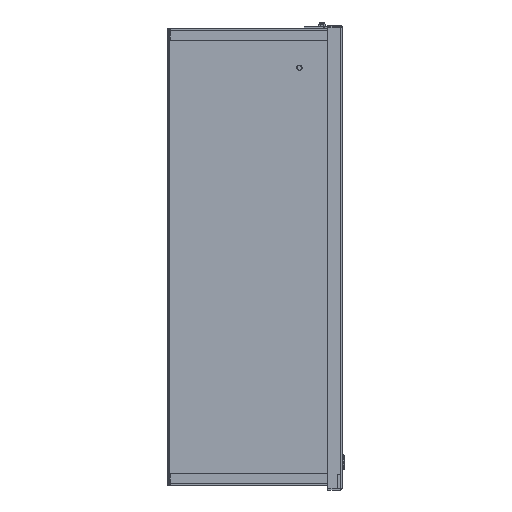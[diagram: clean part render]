
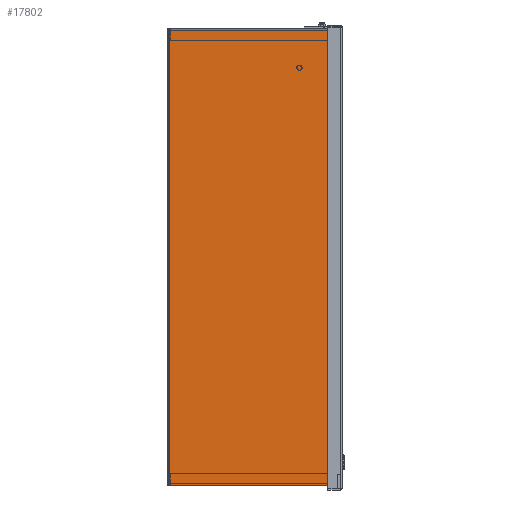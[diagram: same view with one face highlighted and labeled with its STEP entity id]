
A CAD part, front view. The second image highlights one B-rep face of the part: STEP entity #17802.
In plain terms, the highlighted face is planar.
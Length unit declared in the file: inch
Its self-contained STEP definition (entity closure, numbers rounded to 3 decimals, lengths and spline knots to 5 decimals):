
#524 = FACE_OUTER_BOUND ( 'NONE', #18288, .T. ) ;
#748 = VERTEX_POINT ( 'NONE', #9923 ) ;
#1319 = CARTESIAN_POINT ( 'NONE',  ( -12., -8.892, -15. ) ) ;
#3872 = CARTESIAN_POINT ( 'NONE',  ( 12., -0.108, -15. ) ) ;
#5887 = CARTESIAN_POINT ( 'NONE',  ( 12., -0.108, -15. ) ) ;
#6519 = ORIENTED_EDGE ( 'NONE', *, *, #12725, .T. ) ;
#7293 = VERTEX_POINT ( 'NONE', #15572 ) ;
#7884 = ORIENTED_EDGE ( 'NONE', *, *, #13630, .F. ) ;
#8735 = LINE ( 'NONE', #1319, #33134 ) ;
#9923 = CARTESIAN_POINT ( 'NONE',  ( 12., -8.892, -15. ) ) ;
#10257 = VECTOR ( 'NONE', #25933, 39.37008 ) ;
#10983 = VERTEX_POINT ( 'NONE', #5887 ) ;
#12725 = EDGE_CURVE ( 'NONE', #748, #16493, #8735, .T. ) ;
#13630 = EDGE_CURVE ( 'NONE', #10983, #7293, #24855, .T. ) ;
#13720 = CARTESIAN_POINT ( 'NONE',  ( -12., -0.0625, -15. ) ) ;
#15572 = CARTESIAN_POINT ( 'NONE',  ( -12., -0.108, -15. ) ) ;
#16493 = VERTEX_POINT ( 'NONE', #19750 ) ;
#17802 = ADVANCED_FACE ( 'NONE', ( #524 ), #22452, .T. ) ;
#18288 = EDGE_LOOP ( 'NONE', ( #34431, #7884, #31693, #6519 ) ) ;
#18671 = DIRECTION ( 'NONE',  ( 0., 1., 0. ) ) ;
#19421 = VECTOR ( 'NONE', #18671, 39.37008 ) ;
#19750 = CARTESIAN_POINT ( 'NONE',  ( -12., -8.892, -15. ) ) ;
#22452 = PLANE ( 'NONE',  #22981 ) ;
#22559 = LINE ( 'NONE', #25327, #19421 ) ;
#22981 = AXIS2_PLACEMENT_3D ( 'NONE', #13720, #31177, #33595 ) ;
#24855 = LINE ( 'NONE', #3872, #30733 ) ;
#25327 = CARTESIAN_POINT ( 'NONE',  ( -12., -0.072, -15. ) ) ;
#25933 = DIRECTION ( 'NONE',  ( 0., -1., 0. ) ) ;
#26138 = EDGE_CURVE ( 'NONE', #16493, #7293, #22559, .T. ) ;
#27924 = EDGE_CURVE ( 'NONE', #10983, #748, #35123, .T. ) ;
#29620 = DIRECTION ( 'NONE',  ( -1., 0., 0. ) ) ;
#30350 = DIRECTION ( 'NONE',  ( -1., 0., 0. ) ) ;
#30733 = VECTOR ( 'NONE', #29620, 39.37008 ) ;
#31177 = DIRECTION ( 'NONE',  ( 0., 0., -1. ) ) ;
#31693 = ORIENTED_EDGE ( 'NONE', *, *, #27924, .T. ) ;
#33134 = VECTOR ( 'NONE', #30350, 39.37008 ) ;
#33595 = DIRECTION ( 'NONE',  ( 0., 1., 0. ) ) ;
#34431 = ORIENTED_EDGE ( 'NONE', *, *, #26138, .T. ) ;
#35123 = LINE ( 'NONE', #37329, #10257 ) ;
#37329 = CARTESIAN_POINT ( 'NONE',  ( 12., -0.072, -15. ) ) ;
